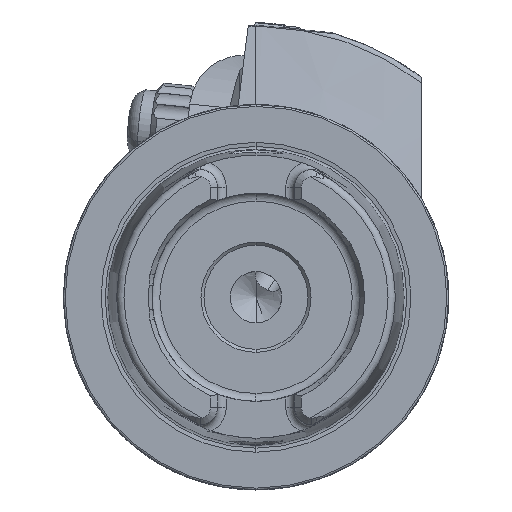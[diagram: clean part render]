
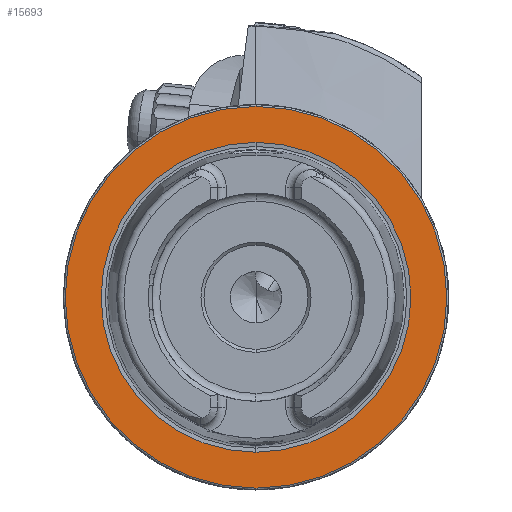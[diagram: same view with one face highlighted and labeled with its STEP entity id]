
A CAD part, left-side view. The second image highlights one B-rep face of the part: STEP entity #15693.
In plain terms, the highlighted planar face has unit normal (-1, 0, 0).
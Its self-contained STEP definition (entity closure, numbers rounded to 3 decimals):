
#322 = CARTESIAN_POINT ( 'NONE',  ( 0., 0., 31.2 ) ) ;
#825 = EDGE_CURVE ( 'NONE', #15445, #2094, #13612, .T. ) ;
#982 = DIRECTION ( 'NONE',  ( -1., 0., 0. ) ) ;
#1159 = DIRECTION ( 'NONE',  ( -1., 0., 0. ) ) ;
#1161 = EDGE_CURVE ( 'NONE', #2698, #5240, #6198, .T. ) ;
#1273 = CARTESIAN_POINT ( 'NONE',  ( 0., 0., 0. ) ) ;
#2094 = VERTEX_POINT ( 'NONE', #8949 ) ;
#2587 = DIRECTION ( 'NONE',  ( -1., 0., 0. ) ) ;
#2698 = VERTEX_POINT ( 'NONE', #7996 ) ;
#3876 = AXIS2_PLACEMENT_3D ( 'NONE', #3891, #1159, #5345 ) ;
#3891 = CARTESIAN_POINT ( 'NONE',  ( 0., 0., 0. ) ) ;
#4373 = DIRECTION ( 'NONE',  ( 0., 0., 1. ) ) ;
#4995 = EDGE_LOOP ( 'NONE', ( #11600, #15541 ) ) ;
#5124 = FACE_BOUND ( 'NONE', #4995, .T. ) ;
#5240 = VERTEX_POINT ( 'NONE', #14146 ) ;
#5263 = DIRECTION ( 'NONE',  ( 0., 0., 1. ) ) ;
#5345 = DIRECTION ( 'NONE',  ( 0., 0., 1. ) ) ;
#5472 = EDGE_CURVE ( 'NONE', #5240, #2698, #14759, .T. ) ;
#5748 = AXIS2_PLACEMENT_3D ( 'NONE', #1273, #15336, #4373 ) ;
#6198 = CIRCLE ( 'NONE', #3876, 25.324 ) ;
#6290 = AXIS2_PLACEMENT_3D ( 'NONE', #17601, #982, #5263 ) ;
#6666 = PLANE ( 'NONE',  #12966 ) ;
#7996 = CARTESIAN_POINT ( 'NONE',  ( 0., 0., 25.324 ) ) ;
#8046 = CARTESIAN_POINT ( 'NONE',  ( 0., 31.2, 0. ) ) ;
#8155 = DIRECTION ( 'NONE',  ( 0., 0., 1. ) ) ;
#8949 = CARTESIAN_POINT ( 'NONE',  ( 0., 0., -31.2 ) ) ;
#9408 = DIRECTION ( 'NONE',  ( 1., 0., 0. ) ) ;
#9513 = CARTESIAN_POINT ( 'NONE',  ( 0., 0., 0. ) ) ;
#9658 = EDGE_LOOP ( 'NONE', ( #13283, #9904 ) ) ;
#9904 = ORIENTED_EDGE ( 'NONE', *, *, #11292, .T. ) ;
#11292 = EDGE_CURVE ( 'NONE', #2094, #15445, #15640, .T. ) ;
#11600 = ORIENTED_EDGE ( 'NONE', *, *, #1161, .F. ) ;
#12340 = DIRECTION ( 'NONE',  ( 0., 0., -1. ) ) ;
#12966 = AXIS2_PLACEMENT_3D ( 'NONE', #8046, #9408, #12340 ) ;
#13283 = ORIENTED_EDGE ( 'NONE', *, *, #825, .T. ) ;
#13612 = CIRCLE ( 'NONE', #5748, 31.2 ) ;
#14146 = CARTESIAN_POINT ( 'NONE',  ( 0., 0., -25.324 ) ) ;
#14759 = CIRCLE ( 'NONE', #6290, 25.324 ) ;
#15336 = DIRECTION ( 'NONE',  ( -1., 0., 0. ) ) ;
#15445 = VERTEX_POINT ( 'NONE', #322 ) ;
#15541 = ORIENTED_EDGE ( 'NONE', *, *, #5472, .F. ) ;
#15640 = CIRCLE ( 'NONE', #17101, 31.2 ) ;
#15693 = ADVANCED_FACE ( 'NONE', ( #5124, #16466 ), #6666, .F. ) ;
#16466 = FACE_OUTER_BOUND ( 'NONE', #9658, .T. ) ;
#17101 = AXIS2_PLACEMENT_3D ( 'NONE', #9513, #2587, #8155 ) ;
#17601 = CARTESIAN_POINT ( 'NONE',  ( 0., 0., 0. ) ) ;
